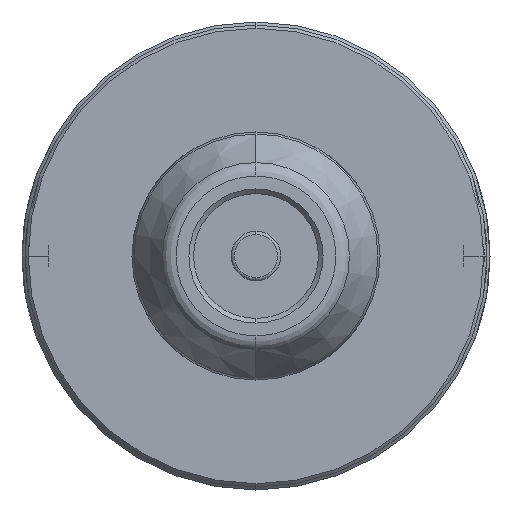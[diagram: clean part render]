
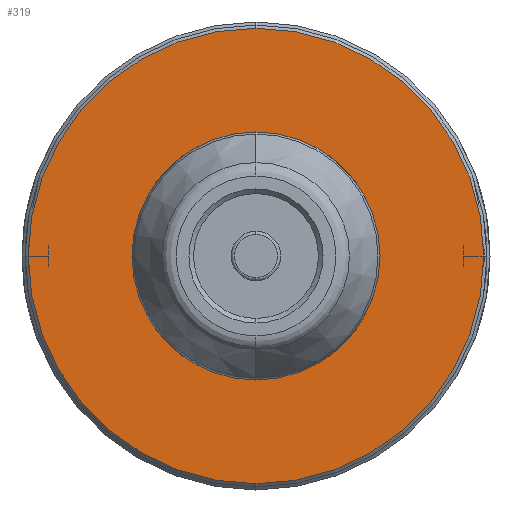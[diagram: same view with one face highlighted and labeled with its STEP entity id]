
A CAD part, left-side view. The second image highlights one B-rep face of the part: STEP entity #319.
In plain terms, the highlighted planar face has unit normal (-1, 0, 0).
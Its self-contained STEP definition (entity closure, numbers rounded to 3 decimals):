
#61 = VERTEX_POINT ( 'NONE', #681 ) ;
#64 = DIRECTION ( 'NONE',  ( 0., 0., -1. ) ) ;
#70 = DIRECTION ( 'NONE',  ( -1., 0., 0. ) ) ;
#74 = CARTESIAN_POINT ( 'NONE',  ( -2.7, 0., 0. ) ) ;
#267 = FACE_BOUND ( 'NONE', #2168, .T. ) ;
#286 = CARTESIAN_POINT ( 'NONE',  ( -2.7, 0., 0. ) ) ;
#319 = ADVANCED_FACE ( 'NONE', ( #1928, #267 ), #2424, .F. ) ;
#382 = DIRECTION ( 'NONE',  ( -1., 0., 0. ) ) ;
#681 = CARTESIAN_POINT ( 'NONE',  ( -2.7, 0., -14.6 ) ) ;
#709 = VERTEX_POINT ( 'NONE', #4165 ) ;
#898 = EDGE_CURVE ( 'NONE', #3364, #978, #4941, .T. ) ;
#978 = VERTEX_POINT ( 'NONE', #3453 ) ;
#994 = AXIS2_PLACEMENT_3D ( 'NONE', #4847, #4842, #4836 ) ;
#1340 = EDGE_CURVE ( 'NONE', #61, #709, #4667, .T. ) ;
#1451 = EDGE_CURVE ( 'NONE', #978, #3364, #3720, .T. ) ;
#1876 = ORIENTED_EDGE ( 'NONE', *, *, #1340, .T. ) ;
#1928 = FACE_OUTER_BOUND ( 'NONE', #3971, .T. ) ;
#2167 = ORIENTED_EDGE ( 'NONE', *, *, #898, .F. ) ;
#2168 = EDGE_LOOP ( 'NONE', ( #2167, #4315 ) ) ;
#2398 = CARTESIAN_POINT ( 'NONE',  ( -2.7, 14.8, 0. ) ) ;
#2414 = DIRECTION ( 'NONE',  ( 1., 0., 0. ) ) ;
#2415 = DIRECTION ( 'NONE',  ( 0., 0., -1. ) ) ;
#2424 = PLANE ( 'NONE',  #3289 ) ;
#2982 = EDGE_CURVE ( 'NONE', #709, #61, #3650, .T. ) ;
#3146 = AXIS2_PLACEMENT_3D ( 'NONE', #74, #70, #64 ) ;
#3152 = DIRECTION ( 'NONE',  ( -1., 0., 0. ) ) ;
#3289 = AXIS2_PLACEMENT_3D ( 'NONE', #2398, #2414, #2415 ) ;
#3364 = VERTEX_POINT ( 'NONE', #4233 ) ;
#3453 = CARTESIAN_POINT ( 'NONE',  ( -2.7, 0., -6.9 ) ) ;
#3650 = CIRCLE ( 'NONE', #3146, 14.6 ) ;
#3716 = AXIS2_PLACEMENT_3D ( 'NONE', #4223, #3152, #3793 ) ;
#3720 = CIRCLE ( 'NONE', #4915, 6.9 ) ;
#3793 = DIRECTION ( 'NONE',  ( 0., 0., -1. ) ) ;
#3862 = DIRECTION ( 'NONE',  ( 0., 0., 1. ) ) ;
#3971 = EDGE_LOOP ( 'NONE', ( #1876, #4616 ) ) ;
#4165 = CARTESIAN_POINT ( 'NONE',  ( -2.7, 0., 14.6 ) ) ;
#4223 = CARTESIAN_POINT ( 'NONE',  ( -2.7, 0., 0. ) ) ;
#4233 = CARTESIAN_POINT ( 'NONE',  ( -2.7, 0., 6.9 ) ) ;
#4315 = ORIENTED_EDGE ( 'NONE', *, *, #1451, .F. ) ;
#4616 = ORIENTED_EDGE ( 'NONE', *, *, #2982, .T. ) ;
#4667 = CIRCLE ( 'NONE', #3716, 14.6 ) ;
#4836 = DIRECTION ( 'NONE',  ( 0., 0., 1. ) ) ;
#4842 = DIRECTION ( 'NONE',  ( -1., 0., 0. ) ) ;
#4847 = CARTESIAN_POINT ( 'NONE',  ( -2.7, 0., 0. ) ) ;
#4915 = AXIS2_PLACEMENT_3D ( 'NONE', #286, #382, #3862 ) ;
#4941 = CIRCLE ( 'NONE', #994, 6.9 ) ;
